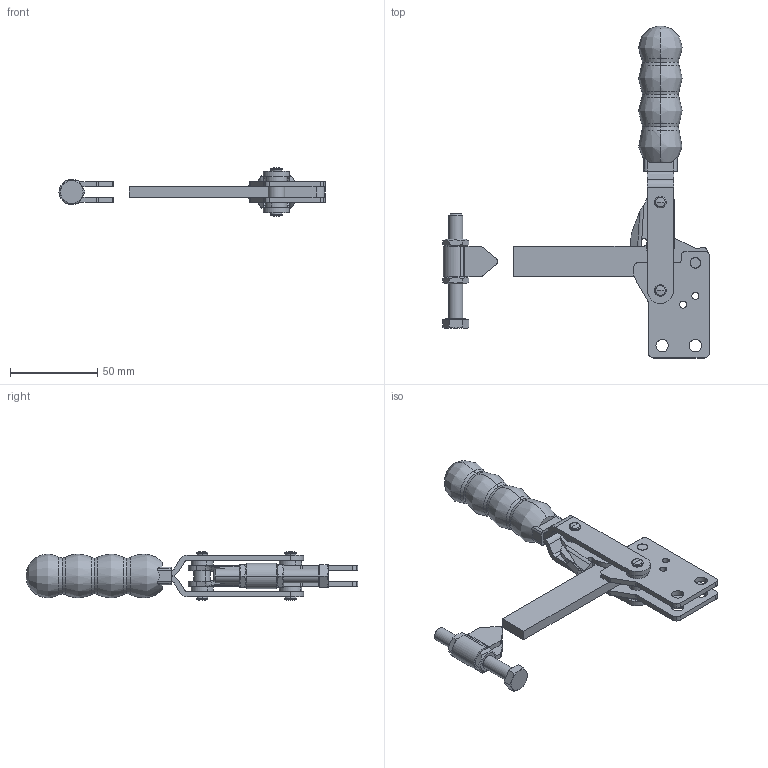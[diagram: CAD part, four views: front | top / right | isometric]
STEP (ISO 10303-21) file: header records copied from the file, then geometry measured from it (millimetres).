
FILE_DESCRIPTION((''),'2;1');
FILE_NAME('MG85L.stp','2009-11-24T15:46:03',('David'),(''),'Autodesk Inventor 8','Autodesk Inventor 8','');
FILE_SCHEMA(('AUTOMOTIVE_DESIGN { 1 0 10303 214 1 1 1 1 }'));
Length unit declared in the file: millimetre
Products named in the file (7): MG85L; MG85 SIDEPLATE ASSEMBLY; MG85 HANDLE ASSEMBLY; MG85 LINK ASSEMBLY; MG85 BAR ASSEMBLY; ISO 4017  (Regular Thread) M8 x 60; MG85 SPINDLE HOLDER ASSEMBLY
Assembly tree (6 placements, depth 2):
  MG85L
    MG85 SIDEPLATE ASSEMBLY
    MG85 HANDLE ASSEMBLY
    MG85 LINK ASSEMBLY
    MG85 BAR ASSEMBLY
    ISO 4017  (Regular Thread) M8 x 60
    MG85 SPINDLE HOLDER ASSEMBLY
Bounding box: 152.51 x 189.83 x 28 mm (x, y, z)
Volume: 78739.4 mm3; surface area: 39859.9 mm2
Topology: 6 solids, 6 shells, 412 faces, 1148 edges, 759 vertices
Faces by surface type: plane 177, cylinder 109, bspline 60, cone 46, torus 16, sphere 4
Entity records: 15613 total; most frequent: CARTESIAN_POINT 4698, DIRECTION 2340, ORIENTED_EDGE 2276, EDGE_CURVE 1138, AXIS2_PLACEMENT_3D 909, VERTEX_POINT 759, CIRCLE 540, VECTOR 522
